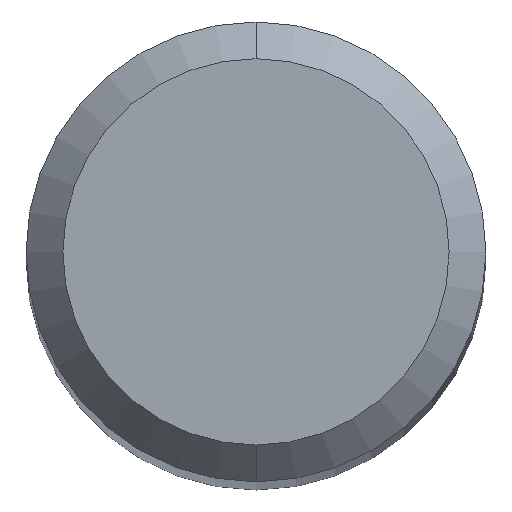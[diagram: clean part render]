
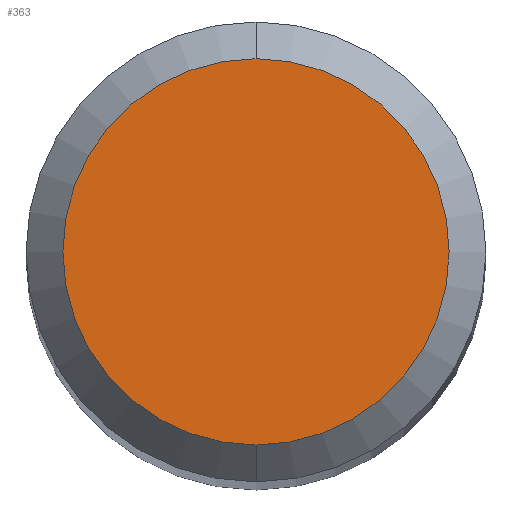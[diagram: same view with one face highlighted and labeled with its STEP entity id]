
A CAD part, top view. The second image highlights one B-rep face of the part: STEP entity #363.
In plain terms, the highlighted planar face has unit normal (0, 0, 1).
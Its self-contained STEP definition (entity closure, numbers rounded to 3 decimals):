
#183=EDGE_CURVE('',#371,#253,#490,.T.);
#203=EDGE_CURVE('',#253,#371,#512,.T.);
#253=VERTEX_POINT('',#566);
#363=ADVANCED_FACE('',(#685),#686,.T.);
#371=VERTEX_POINT('',#696);
#490=CIRCLE('',#822,2.1);
#512=CIRCLE('',#858,2.1);
#566=CARTESIAN_POINT('',(0.0,2.1,0.0));
#685=FACE_OUTER_BOUND('',#1222,.T.);
#686=PLANE('',#1223);
#696=CARTESIAN_POINT('',(0.,-2.1,0.0));
#822=AXIS2_PLACEMENT_3D('',#1446,#1447,#1448);
#858=AXIS2_PLACEMENT_3D('',#1469,#1470,#1471);
#1222=EDGE_LOOP('',(#1643,#1644));
#1223=AXIS2_PLACEMENT_3D('',#1645,#1646,#1647);
#1446=CARTESIAN_POINT('',(0.0,0.0,0.0));
#1447=DIRECTION('',(0.0,0.0,-1.0));
#1448=DIRECTION('',(0.0,1.0,0.0));
#1469=CARTESIAN_POINT('',(0.0,0.0,0.0));
#1470=DIRECTION('',(0.0,0.0,-1.0));
#1471=DIRECTION('',(0.0,1.0,0.0));
#1643=ORIENTED_EDGE('',*,*,#203,.F.);
#1644=ORIENTED_EDGE('',*,*,#183,.F.);
#1645=CARTESIAN_POINT('',(0.0,1.05,0.0));
#1646=DIRECTION('',(-0.0,0.0,1.0));
#1647=DIRECTION('',(0.0,-1.0,0.0));
